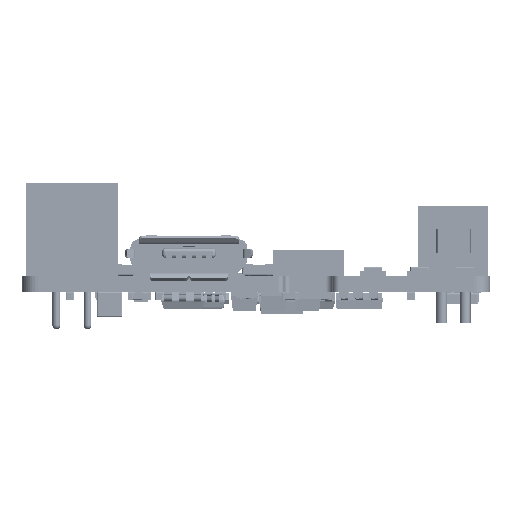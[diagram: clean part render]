
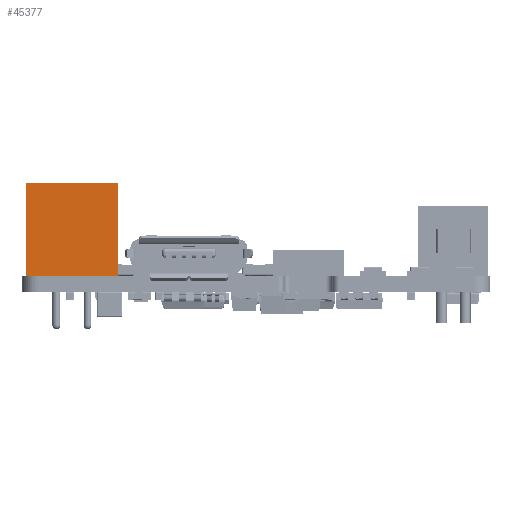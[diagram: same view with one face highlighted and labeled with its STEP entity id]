
A CAD part, left-side view. The second image highlights one B-rep face of the part: STEP entity #45377.
In plain terms, the highlighted face is planar.
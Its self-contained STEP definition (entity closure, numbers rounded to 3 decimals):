
#45248 = VERTEX_POINT('',#45249);
#45249 = CARTESIAN_POINT('',(-2.95,6.,2.25));
#45255 = EDGE_CURVE('',#45248,#45256,#45258,.T.);
#45256 = VERTEX_POINT('',#45257);
#45257 = CARTESIAN_POINT('',(2.95,6.,2.25));
#45258 = LINE('',#45259,#45260);
#45259 = CARTESIAN_POINT('',(-2.95,6.,2.25));
#45260 = VECTOR('',#45261,1.);
#45261 = DIRECTION('',(1.,0.,0.));
#45344 = VERTEX_POINT('',#45345);
#45345 = CARTESIAN_POINT('',(-2.95,0.,2.25));
#45351 = EDGE_CURVE('',#45248,#45344,#45352,.T.);
#45352 = LINE('',#45353,#45354);
#45353 = CARTESIAN_POINT('',(-2.95,6.,2.25));
#45354 = VECTOR('',#45355,1.);
#45355 = DIRECTION('',(0.,-1.,0.));
#45377 = ADVANCED_FACE('',(#45378),#45396,.F.);
#45378 = FACE_BOUND('',#45379,.T.);
#45379 = EDGE_LOOP('',(#45380,#45388,#45394,#45395));
#45380 = ORIENTED_EDGE('',*,*,#45381,.T.);
#45381 = EDGE_CURVE('',#45344,#45382,#45384,.T.);
#45382 = VERTEX_POINT('',#45383);
#45383 = CARTESIAN_POINT('',(2.95,0.,2.25));
#45384 = LINE('',#45385,#45386);
#45385 = CARTESIAN_POINT('',(-2.95,0.,2.25));
#45386 = VECTOR('',#45387,1.);
#45387 = DIRECTION('',(1.,0.,0.));
#45388 = ORIENTED_EDGE('',*,*,#45389,.F.);
#45389 = EDGE_CURVE('',#45256,#45382,#45390,.T.);
#45390 = LINE('',#45391,#45392);
#45391 = CARTESIAN_POINT('',(2.95,6.,2.25));
#45392 = VECTOR('',#45393,1.);
#45393 = DIRECTION('',(0.,-1.,0.));
#45394 = ORIENTED_EDGE('',*,*,#45255,.F.);
#45395 = ORIENTED_EDGE('',*,*,#45351,.T.);
#45396 = PLANE('',#45397);
#45397 = AXIS2_PLACEMENT_3D('',#45398,#45399,#45400);
#45398 = CARTESIAN_POINT('',(-2.95,6.,2.25));
#45399 = DIRECTION('',(0.,0.,-1.));
#45400 = DIRECTION('',(-1.,0.,0.));
